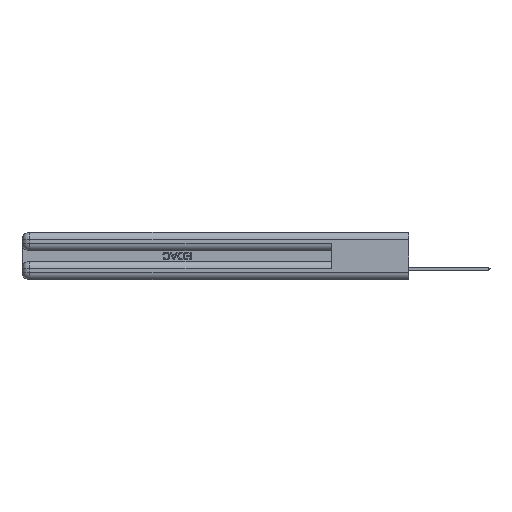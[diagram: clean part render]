
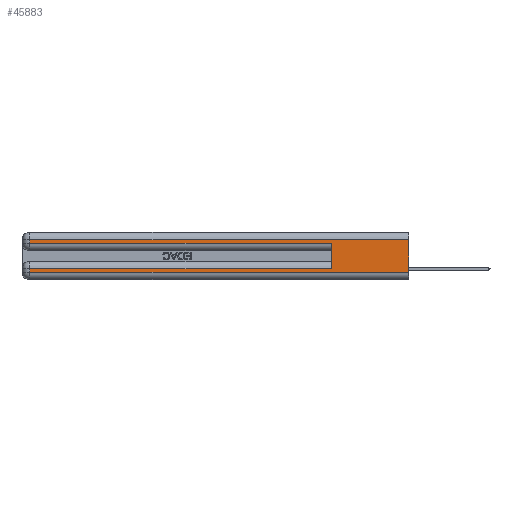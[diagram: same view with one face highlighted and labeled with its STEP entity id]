
A CAD part, left-side view. The second image highlights one B-rep face of the part: STEP entity #45883.
In plain terms, the highlighted planar face has unit normal (-1, 0, 0).
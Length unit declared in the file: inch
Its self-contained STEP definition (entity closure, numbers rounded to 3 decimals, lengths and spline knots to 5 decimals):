
#585 = DIRECTION ( 'NONE',  ( 0., 0., 1. ) ) ;
#1518 = LINE ( 'NONE', #41223, #33530 ) ;
#2463 = LINE ( 'NONE', #42219, #6070 ) ;
#2486 = EDGE_CURVE ( 'NONE', #38798, #25931, #1518, .T. ) ;
#3993 = VECTOR ( 'NONE', #14833, 39.37008 ) ;
#6070 = VECTOR ( 'NONE', #8142, 39.37008 ) ;
#7097 = ORIENTED_EDGE ( 'NONE', *, *, #10387, .T. ) ;
#8142 = DIRECTION ( 'NONE',  ( 0., 1., 0. ) ) ;
#8749 = CARTESIAN_POINT ( 'NONE',  ( 0., 0., 0.31 ) ) ;
#8847 = CARTESIAN_POINT ( 'NONE',  ( 0., 2.94, 0.085 ) ) ;
#9487 = CARTESIAN_POINT ( 'NONE',  ( 0., 0., 0.06 ) ) ;
#10387 = EDGE_CURVE ( 'NONE', #25931, #40943, #36192, .T. ) ;
#11581 = LINE ( 'NONE', #12077, #45939 ) ;
#12077 = CARTESIAN_POINT ( 'NONE',  ( 0., 0.6, 0.145 ) ) ;
#12400 = CARTESIAN_POINT ( 'NONE',  ( 0., 0., 0.285 ) ) ;
#12800 = CARTESIAN_POINT ( 'NONE',  ( 0., 2.94, 0.285 ) ) ;
#14420 = ORIENTED_EDGE ( 'NONE', *, *, #28496, .F. ) ;
#14528 = ORIENTED_EDGE ( 'NONE', *, *, #32796, .F. ) ;
#14806 = LINE ( 'NONE', #18572, #3993 ) ;
#14833 = DIRECTION ( 'NONE',  ( 0., 1., 0. ) ) ;
#15803 = AXIS2_PLACEMENT_3D ( 'NONE', #34940, #43154, #27870 ) ;
#16049 = ORIENTED_EDGE ( 'NONE', *, *, #26217, .T. ) ;
#16205 = PLANE ( 'NONE',  #15803 ) ;
#18572 = CARTESIAN_POINT ( 'NONE',  ( 0., 0., 0.085 ) ) ;
#20499 = DIRECTION ( 'NONE',  ( 0., -1., 0. ) ) ;
#20675 = VECTOR ( 'NONE', #25404, 39.37008 ) ;
#22611 = VERTEX_POINT ( 'NONE', #9487 ) ;
#23076 = VERTEX_POINT ( 'NONE', #8847 ) ;
#24395 = DIRECTION ( 'NONE',  ( 0., 0., -1. ) ) ;
#25404 = DIRECTION ( 'NONE',  ( 0., 0., -1. ) ) ;
#25568 = LINE ( 'NONE', #29970, #20675 ) ;
#25769 = VERTEX_POINT ( 'NONE', #31491 ) ;
#25931 = VERTEX_POINT ( 'NONE', #12800 ) ;
#26217 = EDGE_CURVE ( 'NONE', #42911, #23076, #14806, .T. ) ;
#27374 = DIRECTION ( 'NONE',  ( 0., 0., -1. ) ) ;
#27870 = DIRECTION ( 'NONE',  ( 0., 0., -1. ) ) ;
#28117 = EDGE_CURVE ( 'NONE', #23076, #25769, #25568, .T. ) ;
#28496 = EDGE_CURVE ( 'NONE', #42911, #40943, #11581, .T. ) ;
#28830 = ORIENTED_EDGE ( 'NONE', *, *, #28117, .T. ) ;
#29970 = CARTESIAN_POINT ( 'NONE',  ( 0., 2.94, 0.37 ) ) ;
#31146 = CARTESIAN_POINT ( 'NONE',  ( 0., 2.94, 0.31 ) ) ;
#31491 = CARTESIAN_POINT ( 'NONE',  ( 0., 2.94, 0.06 ) ) ;
#31817 = ORIENTED_EDGE ( 'NONE', *, *, #39318, .T. ) ;
#32796 = EDGE_CURVE ( 'NONE', #40511, #22611, #34764, .T. ) ;
#32942 = VECTOR ( 'NONE', #24395, 39.37008 ) ;
#33291 = FACE_OUTER_BOUND ( 'NONE', #40879, .T. ) ;
#33530 = VECTOR ( 'NONE', #27374, 39.37008 ) ;
#34764 = LINE ( 'NONE', #46631, #32942 ) ;
#34940 = CARTESIAN_POINT ( 'NONE',  ( 0., 0., 0.37 ) ) ;
#35108 = LINE ( 'NONE', #36206, #38187 ) ;
#36192 = LINE ( 'NONE', #12400, #38110 ) ;
#36206 = CARTESIAN_POINT ( 'NONE',  ( 0., 0., 0.06 ) ) ;
#38110 = VECTOR ( 'NONE', #20499, 39.37008 ) ;
#38187 = VECTOR ( 'NONE', #47637, 39.37008 ) ;
#38798 = VERTEX_POINT ( 'NONE', #31146 ) ;
#39318 = EDGE_CURVE ( 'NONE', #40511, #38798, #2463, .T. ) ;
#39812 = CARTESIAN_POINT ( 'NONE',  ( 0., 0.6, 0.285 ) ) ;
#40511 = VERTEX_POINT ( 'NONE', #8749 ) ;
#40879 = EDGE_LOOP ( 'NONE', ( #14528, #31817, #48731, #7097, #14420, #16049, #28830, #48023 ) ) ;
#40943 = VERTEX_POINT ( 'NONE', #39812 ) ;
#41223 = CARTESIAN_POINT ( 'NONE',  ( 0., 2.94, 0.37 ) ) ;
#42219 = CARTESIAN_POINT ( 'NONE',  ( 0., 0., 0.31 ) ) ;
#42667 = EDGE_CURVE ( 'NONE', #25769, #22611, #35108, .T. ) ;
#42911 = VERTEX_POINT ( 'NONE', #45153 ) ;
#43154 = DIRECTION ( 'NONE',  ( 1., 0., 0. ) ) ;
#45153 = CARTESIAN_POINT ( 'NONE',  ( 0., 0.6, 0.085 ) ) ;
#45883 = ADVANCED_FACE ( 'NONE', ( #33291 ), #16205, .F. ) ;
#45939 = VECTOR ( 'NONE', #585, 39.37008 ) ;
#46631 = CARTESIAN_POINT ( 'NONE',  ( 0., 0., 0.37 ) ) ;
#47637 = DIRECTION ( 'NONE',  ( 0., -1., 0. ) ) ;
#48023 = ORIENTED_EDGE ( 'NONE', *, *, #42667, .T. ) ;
#48731 = ORIENTED_EDGE ( 'NONE', *, *, #2486, .T. ) ;
